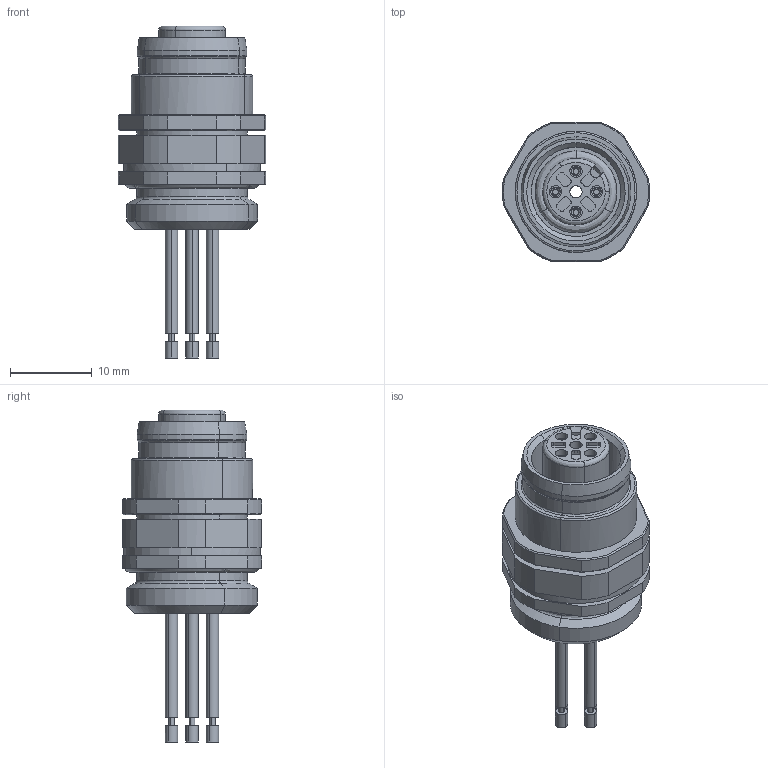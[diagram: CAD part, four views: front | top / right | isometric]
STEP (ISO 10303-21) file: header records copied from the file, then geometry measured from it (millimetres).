
FILE_DESCRIPTION(('CATIA V5 STEP Exchange','CAx-IF Rec.Pracs.--- Model Styling and Organization---1.4--- 2014-01-23'),'2;1');
FILE_NAME ('024058-3_0', '2020-06-17T09:55:29+00:00', ('none'), ('Weidmueller'), 'CATIA Version 5-6 Release 2016 SP3 HF44', 'CATIA V5 STEP AP214', 'none');
FILE_SCHEMA(('AUTOMOTIVE_DESIGN { 1 0 10303 214 1 1 1 1 }'));
Length unit declared in the file: millimetre
Products named in the file (1): 1861190000
Bounding box: 17.97 x 17 x 40.5 mm (x, y, z)
Volume: 2660.5 mm3; surface area: 5015 mm2
Topology: 20 solids, 20 shells, 453 faces, 1080 edges, 678 vertices
Faces by surface type: bspline 320, plane 133
Entity records: 14616 total; most frequent: CARTESIAN_POINT 7767, ORIENTED_EDGE 2128, EDGE_CURVE 1064, VERTEX_POINT 678, EDGE_LOOP 504, ADVANCED_FACE 453, FACE_OUTER_BOUND 453, DIRECTION 413
